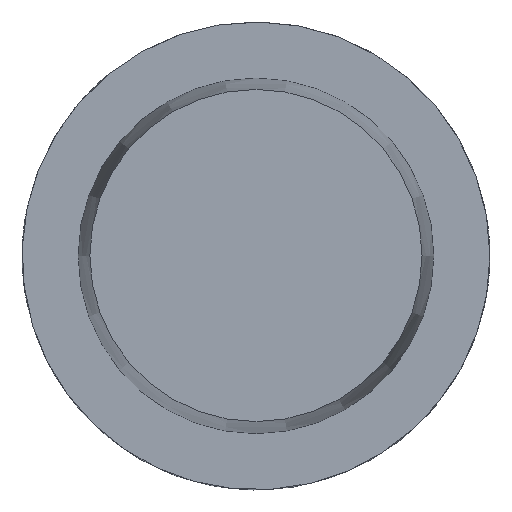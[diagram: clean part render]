
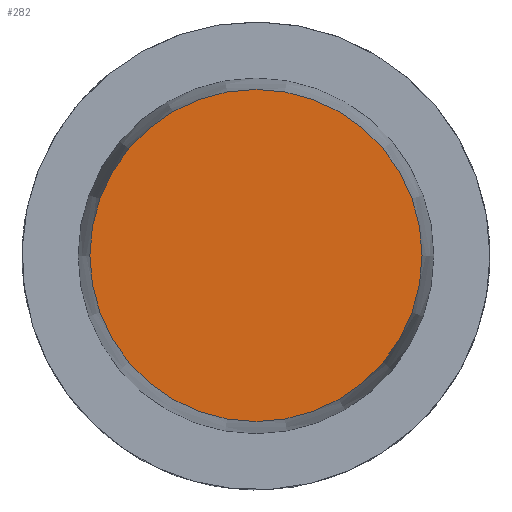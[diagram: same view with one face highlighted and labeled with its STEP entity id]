
A CAD part, top view. The second image highlights one B-rep face of the part: STEP entity #282.
In plain terms, the highlighted planar face has unit normal (0, 0, 1).
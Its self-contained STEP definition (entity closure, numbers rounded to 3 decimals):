
#97=FACE_OUTER_BOUND('',#379,.T.);
#235=PLANE('',#960);
#282=ADVANCED_FACE('',(#97),#235,.F.);
#379=EDGE_LOOP('',(#609));
#609=ORIENTED_EDGE('',*,*,#810,.T.);
#695=VERTEX_POINT('',#1536);
#810=EDGE_CURVE('',#695,#695,#850,.T.);
#850=CIRCLE('',#959,35.502);
#959=AXIS2_PLACEMENT_3D('',#1535,#1189,#1190);
#960=AXIS2_PLACEMENT_3D('',#1537,#1191,#1192);
#1189=DIRECTION('',(0.,0.,1.));
#1190=DIRECTION('',(-1.,0.,0.));
#1191=DIRECTION('',(0.,0.,-1.));
#1192=DIRECTION('',(1.,0.,0.));
#1535=CARTESIAN_POINT('',(0.,0.,
50.));
#1536=CARTESIAN_POINT('',(-35.502,0.,50.));
#1537=CARTESIAN_POINT('',(-33.6,0.,50.));
